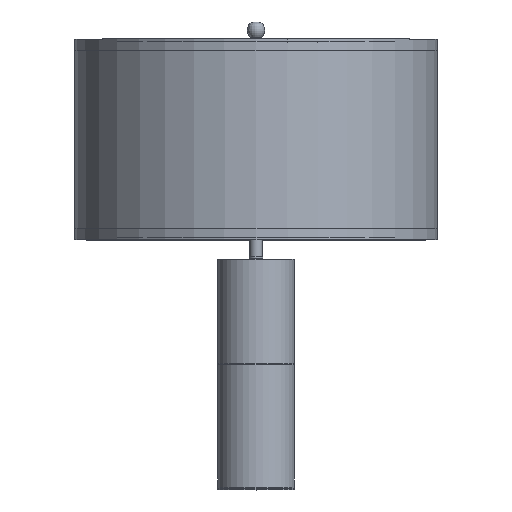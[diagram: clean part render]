
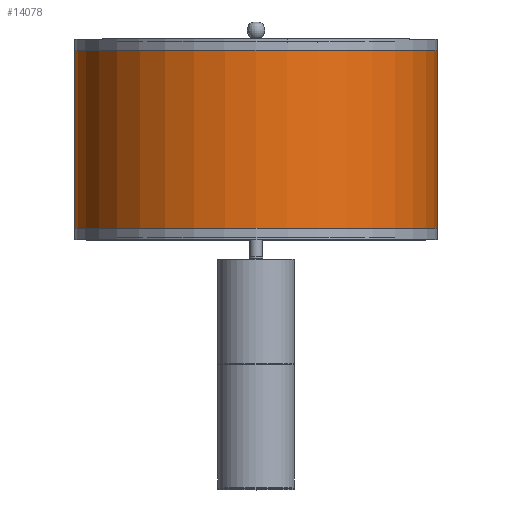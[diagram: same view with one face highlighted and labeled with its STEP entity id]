
A CAD part, top view. The second image highlights one B-rep face of the part: STEP entity #14078.
In plain terms, the highlighted cylindrical face has radius 189.5 mm (diameter 379 mm), a partial arc.
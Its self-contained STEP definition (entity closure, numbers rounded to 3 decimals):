
#13991=CARTESIAN_POINT('',(0.,0.,0.));
#13992=DIRECTION('',(0.,1.,0.));
#13993=DIRECTION('',(-1.,0.,0.));
#13994=AXIS2_PLACEMENT_3D('',#13991,#13992,#13993);
#13996=DIRECTION('',(0.,-1.,0.));
#13997=VECTOR('',#13996,210.);
#13998=CARTESIAN_POINT('',(-189.5,0.,0.));
#13999=LINE('',#13998,#13997);
#14000=DIRECTION('',(0.,-1.,0.));
#14001=VECTOR('',#14000,210.);
#14002=CARTESIAN_POINT('',(189.5,0.,0.));
#14003=LINE('',#14002,#14001);
#14014=CARTESIAN_POINT('',(0.,-210.,0.));
#14015=DIRECTION('',(0.,1.,0.));
#14016=DIRECTION('',(-1.,0.,0.));
#14017=AXIS2_PLACEMENT_3D('',#14014,#14015,#14016);
#14047=CARTESIAN_POINT('',(-189.5,0.,0.));
#14048=CARTESIAN_POINT('',(-189.5,-210.,0.));
#14049=VERTEX_POINT('',#14047);
#14050=VERTEX_POINT('',#14048);
#14055=CARTESIAN_POINT('',(189.5,0.,0.));
#14056=CARTESIAN_POINT('',(189.5,-210.,0.));
#14057=VERTEX_POINT('',#14055);
#14058=VERTEX_POINT('',#14056);
#14063=CARTESIAN_POINT('',(0.,-220.5,0.));
#14064=DIRECTION('',(0.,1.,0.));
#14065=DIRECTION('',(1.,0.,0.));
#14066=AXIS2_PLACEMENT_3D('',#14063,#14064,#14065);
#14067=CYLINDRICAL_SURFACE('',#14066,189.5);
#14069=ORIENTED_EDGE('',*,*,#14068,.F.);
#14071=ORIENTED_EDGE('',*,*,#14070,.T.);
#14073=ORIENTED_EDGE('',*,*,#14072,.T.);
#14075=ORIENTED_EDGE('',*,*,#14074,.F.);
#14076=EDGE_LOOP('',(#14069,#14071,#14073,#14075));
#14077=FACE_OUTER_BOUND('',#14076,.F.);
#14078=ADVANCED_FACE('',(#14077),#14067,.T.);
#13995=CIRCLE('',#13994,189.5);
#14018=CIRCLE('',#14017,189.5);
#14068=EDGE_CURVE('',#14049,#14050,#13999,.T.);
#14070=EDGE_CURVE('',#14049,#14057,#13995,.T.);
#14072=EDGE_CURVE('',#14057,#14058,#14003,.T.);
#14074=EDGE_CURVE('',#14050,#14058,#14018,.T.);
